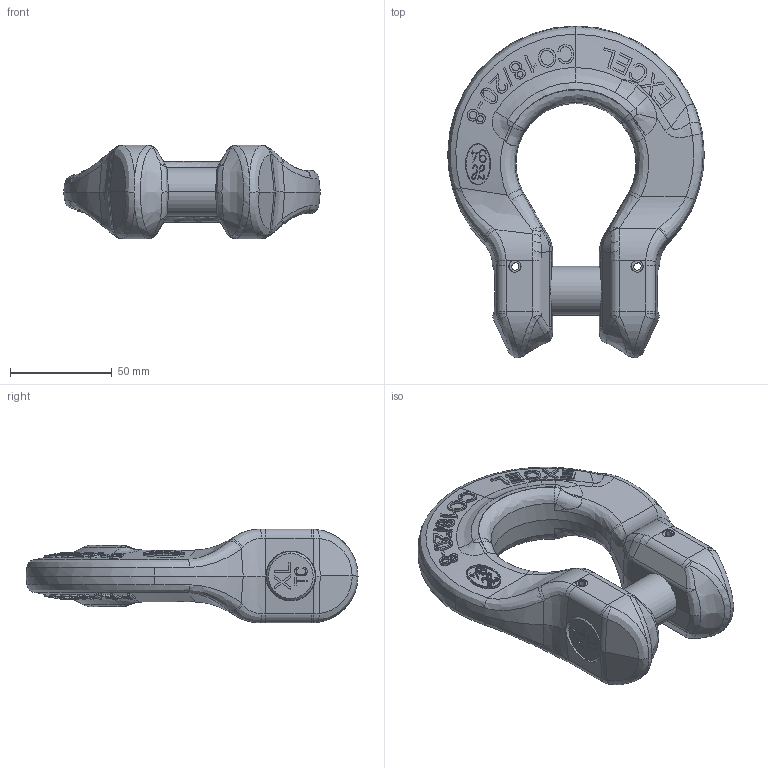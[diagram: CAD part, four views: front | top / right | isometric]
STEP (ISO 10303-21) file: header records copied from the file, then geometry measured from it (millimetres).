
FILE_DESCRIPTION(('STEP AP214'),'1');
FILE_NAME('co18-20j.stp','2018-02-28T09:15:21',('TraceParts'),('TraceParts S.A.'),'Spatial InterOp 3D',' ',' ');
FILE_SCHEMA(('automotive_design'));
Length unit declared in the file: millimetre
Products named in the file (4): co18-20j_1; co18-20j_2; co18-20j_3; co18-20j_4
Bounding box: 126 x 163 x 46 mm (x, y, z)
Volume: 297849 mm3; surface area: 54198.6 mm2
Topology: 4 solids, 4 shells, 831 faces, 2122 edges, 1348 vertices
Faces by surface type: bspline 426, plane 293, cylinder 76, cone 36
Entity records: 56580 total; most frequent: CARTESIAN_POINT 33420, ORIENTED_EDGE 4236, EDGE_CURVE 2118, DIRECTION 1999, VERTEX_POINT 1348, B_SPLINE_CURVE_WITH_KNOTS 1117, EDGE_LOOP 900, STYLED_ITEM 835
